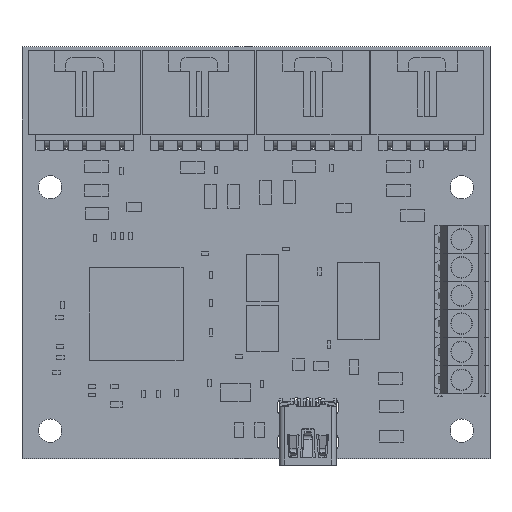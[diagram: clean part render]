
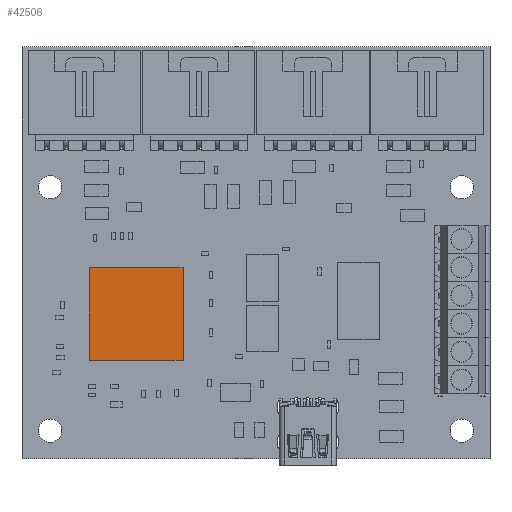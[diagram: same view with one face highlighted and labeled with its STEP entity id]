
A CAD part, top view. The second image highlights one B-rep face of the part: STEP entity #42506.
In plain terms, the highlighted planar face has unit normal (0, 0, 1).
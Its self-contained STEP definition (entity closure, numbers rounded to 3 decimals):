
#42115 = VERTEX_POINT('',#42116);
#42116 = CARTESIAN_POINT('',(6.35,6.276,1.));
#42123 = PLANE('',#42124);
#42124 = AXIS2_PLACEMENT_3D('',#42125,#42126,#42127);
#42125 = CARTESIAN_POINT('',(6.35,6.276,0.));
#42126 = DIRECTION('',(1.,0.,0.));
#42127 = DIRECTION('',(0.,-1.,0.));
#42135 = PLANE('',#42136);
#42136 = AXIS2_PLACEMENT_3D('',#42137,#42138,#42139);
#42137 = CARTESIAN_POINT('',(-6.356,6.305,0.));
#42138 = DIRECTION('',(0.002,1.,0.));
#42139 = DIRECTION('',(1.,-0.002,0.));
#42147 = EDGE_CURVE('',#42115,#42148,#42150,.T.);
#42148 = VERTEX_POINT('',#42149);
#42149 = CARTESIAN_POINT('',(6.35,-6.299,1.));
#42150 = SURFACE_CURVE('',#42151,(#42155,#42162),.PCURVE_S1.);
#42151 = LINE('',#42152,#42153);
#42152 = CARTESIAN_POINT('',(6.35,6.276,1.));
#42153 = VECTOR('',#42154,1.);
#42154 = DIRECTION('',(0.,-1.,0.));
#42155 = PCURVE('',#42123,#42156);
#42156 = DEFINITIONAL_REPRESENTATION('',(#42157),#42161);
#42157 = LINE('',#42158,#42159);
#42158 = CARTESIAN_POINT('',(0.,-1.));
#42159 = VECTOR('',#42160,1.);
#42160 = DIRECTION('',(1.,0.));
#42161 = ( GEOMETRIC_REPRESENTATION_CONTEXT(2) 
PARAMETRIC_REPRESENTATION_CONTEXT() REPRESENTATION_CONTEXT('2D SPACE',''
  ) );
#42162 = PCURVE('',#42163,#42168);
#42163 = PLANE('',#42164);
#42164 = AXIS2_PLACEMENT_3D('',#42165,#42166,#42167);
#42165 = CARTESIAN_POINT('',(6.35,6.276,1.));
#42166 = DIRECTION('',(0.,0.,-1.));
#42167 = DIRECTION('',(-1.,0.,0.));
#42168 = DEFINITIONAL_REPRESENTATION('',(#42169),#42173);
#42169 = LINE('',#42170,#42171);
#42170 = CARTESIAN_POINT('',(0.,0.));
#42171 = VECTOR('',#42172,1.);
#42172 = DIRECTION('',(0.,-1.));
#42173 = ( GEOMETRIC_REPRESENTATION_CONTEXT(2) 
PARAMETRIC_REPRESENTATION_CONTEXT() REPRESENTATION_CONTEXT('2D SPACE',''
  ) );
#42191 = PLANE('',#42192);
#42192 = AXIS2_PLACEMENT_3D('',#42193,#42194,#42195);
#42193 = CARTESIAN_POINT('',(6.35,-6.299,0.));
#42194 = DIRECTION('',(0.707,0.707,0.));
#42195 = DIRECTION('',(0.707,-0.707,0.));
#42233 = EDGE_CURVE('',#42148,#42234,#42236,.T.);
#42234 = VERTEX_POINT('',#42235);
#42235 = CARTESIAN_POINT('',(6.356,-6.305,1.));
#42236 = SURFACE_CURVE('',#42237,(#42241,#42248),.PCURVE_S1.);
#42237 = LINE('',#42238,#42239);
#42238 = CARTESIAN_POINT('',(6.35,-6.299,1.));
#42239 = VECTOR('',#42240,1.);
#42240 = DIRECTION('',(0.707,-0.707,0.));
#42241 = PCURVE('',#42191,#42242);
#42242 = DEFINITIONAL_REPRESENTATION('',(#42243),#42247);
#42243 = LINE('',#42244,#42245);
#42244 = CARTESIAN_POINT('',(0.,-1.));
#42245 = VECTOR('',#42246,1.);
#42246 = DIRECTION('',(1.,0.));
#42247 = ( GEOMETRIC_REPRESENTATION_CONTEXT(2) 
PARAMETRIC_REPRESENTATION_CONTEXT() REPRESENTATION_CONTEXT('2D SPACE',''
  ) );
#42248 = PCURVE('',#42163,#42249);
#42249 = DEFINITIONAL_REPRESENTATION('',(#42250),#42254);
#42250 = LINE('',#42251,#42252);
#42251 = CARTESIAN_POINT('',(0.,-12.575));
#42252 = VECTOR('',#42253,1.);
#42253 = DIRECTION('',(-0.707,-0.707));
#42254 = ( GEOMETRIC_REPRESENTATION_CONTEXT(2) 
PARAMETRIC_REPRESENTATION_CONTEXT() REPRESENTATION_CONTEXT('2D SPACE',''
  ) );
#42272 = PLANE('',#42273);
#42273 = AXIS2_PLACEMENT_3D('',#42274,#42275,#42276);
#42274 = CARTESIAN_POINT('',(6.356,-6.305,0.));
#42275 = DIRECTION('',(0.,-1.,0.));
#42276 = DIRECTION('',(-1.,0.,0.));
#42309 = EDGE_CURVE('',#42234,#42310,#42312,.T.);
#42310 = VERTEX_POINT('',#42311);
#42311 = CARTESIAN_POINT('',(-6.356,-6.305,1.));
#42312 = SURFACE_CURVE('',#42313,(#42317,#42324),.PCURVE_S1.);
#42313 = LINE('',#42314,#42315);
#42314 = CARTESIAN_POINT('',(6.356,-6.305,1.));
#42315 = VECTOR('',#42316,1.);
#42316 = DIRECTION('',(-1.,0.,0.));
#42317 = PCURVE('',#42272,#42318);
#42318 = DEFINITIONAL_REPRESENTATION('',(#42319),#42323);
#42319 = LINE('',#42320,#42321);
#42320 = CARTESIAN_POINT('',(0.,-1.));
#42321 = VECTOR('',#42322,1.);
#42322 = DIRECTION('',(1.,0.));
#42323 = ( GEOMETRIC_REPRESENTATION_CONTEXT(2) 
PARAMETRIC_REPRESENTATION_CONTEXT() REPRESENTATION_CONTEXT('2D SPACE',''
  ) );
#42324 = PCURVE('',#42163,#42325);
#42325 = DEFINITIONAL_REPRESENTATION('',(#42326),#42330);
#42326 = LINE('',#42327,#42328);
#42327 = CARTESIAN_POINT('',(-0.005,-12.58));
#42328 = VECTOR('',#42329,1.);
#42329 = DIRECTION('',(1.,0.));
#42330 = ( GEOMETRIC_REPRESENTATION_CONTEXT(2) 
PARAMETRIC_REPRESENTATION_CONTEXT() REPRESENTATION_CONTEXT('2D SPACE',''
  ) );
#42348 = PLANE('',#42349);
#42349 = AXIS2_PLACEMENT_3D('',#42350,#42351,#42352);
#42350 = CARTESIAN_POINT('',(-6.356,-6.305,0.));
#42351 = DIRECTION('',(-1.,0.,0.));
#42352 = DIRECTION('',(0.,1.,0.));
#42385 = EDGE_CURVE('',#42310,#42386,#42388,.T.);
#42386 = VERTEX_POINT('',#42387);
#42387 = CARTESIAN_POINT('',(-6.356,6.305,1.));
#42388 = SURFACE_CURVE('',#42389,(#42393,#42400),.PCURVE_S1.);
#42389 = LINE('',#42390,#42391);
#42390 = CARTESIAN_POINT('',(-6.356,-6.305,1.));
#42391 = VECTOR('',#42392,1.);
#42392 = DIRECTION('',(0.,1.,0.));
#42393 = PCURVE('',#42348,#42394);
#42394 = DEFINITIONAL_REPRESENTATION('',(#42395),#42399);
#42395 = LINE('',#42396,#42397);
#42396 = CARTESIAN_POINT('',(0.,-1.));
#42397 = VECTOR('',#42398,1.);
#42398 = DIRECTION('',(1.,0.));
#42399 = ( GEOMETRIC_REPRESENTATION_CONTEXT(2) 
PARAMETRIC_REPRESENTATION_CONTEXT() REPRESENTATION_CONTEXT('2D SPACE',''
  ) );
#42400 = PCURVE('',#42163,#42401);
#42401 = DEFINITIONAL_REPRESENTATION('',(#42402),#42406);
#42402 = LINE('',#42403,#42404);
#42403 = CARTESIAN_POINT('',(12.706,-12.58));
#42404 = VECTOR('',#42405,1.);
#42405 = DIRECTION('',(0.,1.));
#42406 = ( GEOMETRIC_REPRESENTATION_CONTEXT(2) 
PARAMETRIC_REPRESENTATION_CONTEXT() REPRESENTATION_CONTEXT('2D SPACE',''
  ) );
#42456 = EDGE_CURVE('',#42386,#42115,#42457,.T.);
#42457 = SURFACE_CURVE('',#42458,(#42462,#42469),.PCURVE_S1.);
#42458 = LINE('',#42459,#42460);
#42459 = CARTESIAN_POINT('',(-6.356,6.305,1.));
#42460 = VECTOR('',#42461,1.);
#42461 = DIRECTION('',(1.,-0.002,0.));
#42462 = PCURVE('',#42135,#42463);
#42463 = DEFINITIONAL_REPRESENTATION('',(#42464),#42468);
#42464 = LINE('',#42465,#42466);
#42465 = CARTESIAN_POINT('',(0.,-1.));
#42466 = VECTOR('',#42467,1.);
#42467 = DIRECTION('',(1.,0.));
#42468 = ( GEOMETRIC_REPRESENTATION_CONTEXT(2) 
PARAMETRIC_REPRESENTATION_CONTEXT() REPRESENTATION_CONTEXT('2D SPACE',''
  ) );
#42469 = PCURVE('',#42163,#42470);
#42470 = DEFINITIONAL_REPRESENTATION('',(#42471),#42475);
#42471 = LINE('',#42472,#42473);
#42472 = CARTESIAN_POINT('',(12.706,0.029));
#42473 = VECTOR('',#42474,1.);
#42474 = DIRECTION('',(-1.,-0.002));
#42475 = ( GEOMETRIC_REPRESENTATION_CONTEXT(2) 
PARAMETRIC_REPRESENTATION_CONTEXT() REPRESENTATION_CONTEXT('2D SPACE',''
  ) );
#42506 = ADVANCED_FACE('',(#42507),#42163,.F.);
#42507 = FACE_BOUND('',#42508,.F.);
#42508 = EDGE_LOOP('',(#42509,#42510,#42511,#42512,#42513));
#42509 = ORIENTED_EDGE('',*,*,#42147,.T.);
#42510 = ORIENTED_EDGE('',*,*,#42233,.T.);
#42511 = ORIENTED_EDGE('',*,*,#42309,.T.);
#42512 = ORIENTED_EDGE('',*,*,#42385,.T.);
#42513 = ORIENTED_EDGE('',*,*,#42456,.T.);
